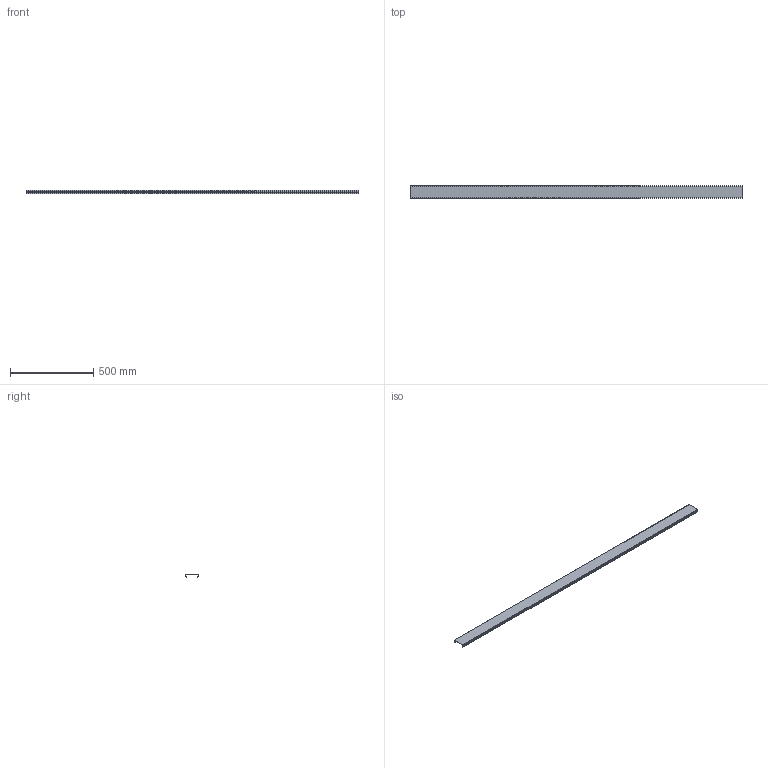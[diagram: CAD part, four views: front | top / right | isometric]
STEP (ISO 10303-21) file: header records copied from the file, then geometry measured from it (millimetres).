
FILE_DESCRIPTION(/* description */ (''),/* implementation_level */ '2;1');
FILE_NAME(/* name */ '340164.stp',/* time_stamp */ '2025-12-05T09:13:00+01:00',/* author */ ('mael.lecharpentier'),/* organization */ (''),/* preprocessor_version */ 'ST-DEVELOPER v20',/* originating_system */ 'AutoCAD Mechanical',/* authorisation */ '');
FILE_SCHEMA (('AUTOMOTIVE_DESIGN { 1 0 10303 214 3 1 1 }'));
Length unit declared in the file: millimetre
Products named in the file (1): Product
Bounding box: 2000 x 76.5 x 19.25 mm (x, y, z)
Volume: 172162.5 mm3; surface area: 462272.1 mm2
Topology: 1 solids, 1 shells, 26 faces, 76 edges, 52 vertices
Faces by surface type: cylinder 16, plane 10
Entity records: 914 total; most frequent: DIRECTION 162, CARTESIAN_POINT 155, ORIENTED_EDGE 152, EDGE_CURVE 76, AXIS2_PLACEMENT_3D 59, VERTEX_POINT 52, LINE 44, VECTOR 44
